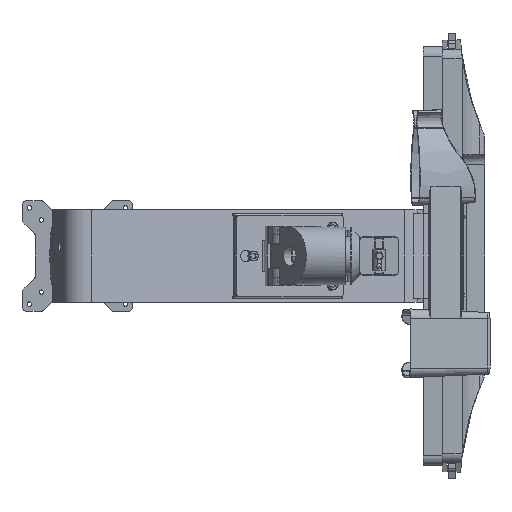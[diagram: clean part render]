
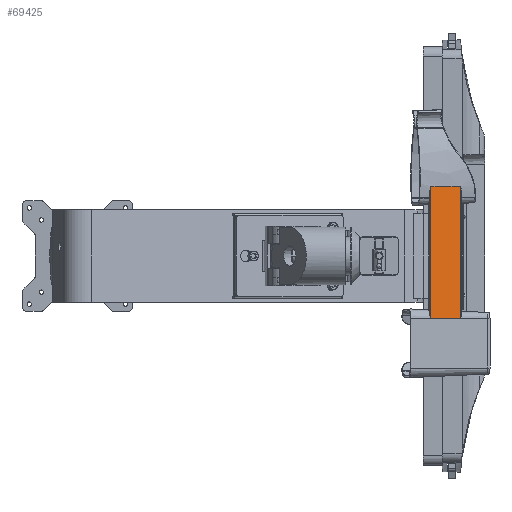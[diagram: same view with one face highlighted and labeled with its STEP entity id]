
A CAD part, left-side view. The second image highlights one B-rep face of the part: STEP entity #69425.
In plain terms, the highlighted face is planar.
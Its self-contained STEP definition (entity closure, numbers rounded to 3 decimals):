
#61649 = CONICAL_SURFACE('',#61650,10.,0.044);
#61650 = AXIS2_PLACEMENT_3D('',#61651,#61652,#61653);
#61651 = CARTESIAN_POINT('',(-135.968,46.287,-64.9));
#61652 = DIRECTION('',(-0.191,0.982,0.));
#61653 = DIRECTION('',(0.,0.,-1.));
#61784 = VERTEX_POINT('',#61785);
#61785 = CARTESIAN_POINT('',(-133.252,-7.654,
    -64.823));
#61877 = CYLINDRICAL_SURFACE('',#61878,1.);
#61878 = AXIS2_PLACEMENT_3D('',#61879,#61880,#61881);
#61879 = CARTESIAN_POINT('',(-132.28,-7.42,80.));
#61880 = DIRECTION('',(0.,0.,-1.));
#61881 = DIRECTION('',(-1.,0.,0.));
#61955 = EDGE_CURVE('',#61956,#61784,#61958,.T.);
#61956 = VERTEX_POINT('',#61957);
#61957 = CARTESIAN_POINT('',(-140.742,23.446,
    -64.818));
#61958 = SURFACE_CURVE('',#61959,(#61964,#61970),.PCURVE_S1.);
#61959 = B_SPLINE_CURVE_WITH_KNOTS('',3,(#61960,#61961,#61962,#61963),
  .UNSPECIFIED.,.F.,.F.,(4,4),(0.,0.032),
  .PIECEWISE_BEZIER_KNOTS.);
#61960 = CARTESIAN_POINT('',(-140.742,23.446,
    -64.818));
#61961 = CARTESIAN_POINT('',(-138.246,13.079,
    -64.819));
#61962 = CARTESIAN_POINT('',(-135.749,2.713,
    -64.821));
#61963 = CARTESIAN_POINT('',(-133.252,-7.654,
    -64.823));
#61964 = PCURVE('',#61649,#61965);
#61965 = DEFINITIONAL_REPRESENTATION('',(#61966),#61969);
#61966 = B_SPLINE_CURVE_WITH_KNOTS('',1,(#61967,#61968),.UNSPECIFIED.,
  .F.,.F.,(2,2),(0.,0.032),
  .PIECEWISE_BEZIER_KNOTS.);
#61967 = CARTESIAN_POINT('',(1.58,-21.511));
#61968 = CARTESIAN_POINT('',(1.581,-53.469));
#61969 = ( GEOMETRIC_REPRESENTATION_CONTEXT(2) 
PARAMETRIC_REPRESENTATION_CONTEXT() REPRESENTATION_CONTEXT('2D SPACE',''
  ) );
#61970 = PCURVE('',#61971,#61976);
#61971 = PLANE('',#61972);
#61972 = AXIS2_PLACEMENT_3D('',#61973,#61974,#61975);
#61973 = CARTESIAN_POINT('',(-140.742,23.446,80.));
#61974 = DIRECTION('',(0.972,0.234,0.));
#61975 = DIRECTION('',(-0.234,0.972,0.));
#61976 = DEFINITIONAL_REPRESENTATION('',(#61977),#61982);
#61977 = B_SPLINE_CURVE_WITH_KNOTS('',3,(#61978,#61979,#61980,#61981),
  .UNSPECIFIED.,.F.,.F.,(4,4),(0.,0.032),
  .PIECEWISE_BEZIER_KNOTS.);
#61978 = CARTESIAN_POINT('',(0.,-144.818));
#61979 = CARTESIAN_POINT('',(-10.663,-144.819));
#61980 = CARTESIAN_POINT('',(-21.326,-144.821));
#61981 = CARTESIAN_POINT('',(-31.989,-144.823));
#61982 = ( GEOMETRIC_REPRESENTATION_CONTEXT(2) 
PARAMETRIC_REPRESENTATION_CONTEXT() REPRESENTATION_CONTEXT('2D SPACE',''
  ) );
#62076 = CYLINDRICAL_SURFACE('',#62077,1.);
#62077 = AXIS2_PLACEMENT_3D('',#62078,#62079,#62080);
#62078 = CARTESIAN_POINT('',(-139.77,23.68,80.));
#62079 = DIRECTION('',(0.,0.,-1.));
#62080 = DIRECTION('',(-1.,0.,0.));
#65089 = CONICAL_SURFACE('',#65090,102.6,0.044);
#65090 = AXIS2_PLACEMENT_3D('',#65091,#65092,#65093);
#65091 = CARTESIAN_POINT('',(-43.102,54.152,81.34));
#65092 = DIRECTION('',(-0.191,0.982,0.));
#65093 = DIRECTION('',(0.,0.,-1.));
#69283 = EDGE_CURVE('',#69284,#61956,#69286,.T.);
#69284 = VERTEX_POINT('',#69285);
#69285 = CARTESIAN_POINT('',(-140.742,23.446,
    72.397));
#69286 = SURFACE_CURVE('',#69287,(#69291,#69298),.PCURVE_S1.);
#69287 = LINE('',#69288,#69289);
#69288 = CARTESIAN_POINT('',(-140.742,23.446,80.));
#69289 = VECTOR('',#69290,1.);
#69290 = DIRECTION('',(0.,0.,-1.));
#69291 = PCURVE('',#62076,#69292);
#69292 = DEFINITIONAL_REPRESENTATION('',(#69293),#69297);
#69293 = LINE('',#69294,#69295);
#69294 = CARTESIAN_POINT('',(-0.236,0.));
#69295 = VECTOR('',#69296,1.);
#69296 = DIRECTION('',(0.,1.));
#69297 = ( GEOMETRIC_REPRESENTATION_CONTEXT(2) 
PARAMETRIC_REPRESENTATION_CONTEXT() REPRESENTATION_CONTEXT('2D SPACE',''
  ) );
#69298 = PCURVE('',#61971,#69299);
#69299 = DEFINITIONAL_REPRESENTATION('',(#69300),#69304);
#69300 = LINE('',#69301,#69302);
#69301 = CARTESIAN_POINT('',(0.,0.));
#69302 = VECTOR('',#69303,1.);
#69303 = DIRECTION('',(0.,-1.));
#69304 = ( GEOMETRIC_REPRESENTATION_CONTEXT(2) 
PARAMETRIC_REPRESENTATION_CONTEXT() REPRESENTATION_CONTEXT('2D SPACE',''
  ) );
#69425 = ADVANCED_FACE('',(#69426),#61971,.F.);
#69426 = FACE_BOUND('',#69427,.T.);
#69427 = EDGE_LOOP('',(#69428,#69429,#69430,#69453));
#69428 = ORIENTED_EDGE('',*,*,#69283,.T.);
#69429 = ORIENTED_EDGE('',*,*,#61955,.T.);
#69430 = ORIENTED_EDGE('',*,*,#69431,.F.);
#69431 = EDGE_CURVE('',#69432,#61784,#69434,.T.);
#69432 = VERTEX_POINT('',#69433);
#69433 = CARTESIAN_POINT('',(-133.252,-7.654,
    72.203));
#69434 = SURFACE_CURVE('',#69435,(#69439,#69446),.PCURVE_S1.);
#69435 = LINE('',#69436,#69437);
#69436 = CARTESIAN_POINT('',(-133.252,-7.654,80.));
#69437 = VECTOR('',#69438,1.);
#69438 = DIRECTION('',(0.,0.,-1.));
#69439 = PCURVE('',#61971,#69440);
#69440 = DEFINITIONAL_REPRESENTATION('',(#69441),#69445);
#69441 = LINE('',#69442,#69443);
#69442 = CARTESIAN_POINT('',(-31.989,0.));
#69443 = VECTOR('',#69444,1.);
#69444 = DIRECTION('',(0.,-1.));
#69445 = ( GEOMETRIC_REPRESENTATION_CONTEXT(2) 
PARAMETRIC_REPRESENTATION_CONTEXT() REPRESENTATION_CONTEXT('2D SPACE',''
  ) );
#69446 = PCURVE('',#61877,#69447);
#69447 = DEFINITIONAL_REPRESENTATION('',(#69448),#69452);
#69448 = LINE('',#69449,#69450);
#69449 = CARTESIAN_POINT('',(6.047,0.));
#69450 = VECTOR('',#69451,1.);
#69451 = DIRECTION('',(0.,1.));
#69452 = ( GEOMETRIC_REPRESENTATION_CONTEXT(2) 
PARAMETRIC_REPRESENTATION_CONTEXT() REPRESENTATION_CONTEXT('2D SPACE',''
  ) );
#69453 = ORIENTED_EDGE('',*,*,#69454,.T.);
#69454 = EDGE_CURVE('',#69432,#69284,#69455,.T.);
#69455 = SURFACE_CURVE('',#69456,(#69461,#69468),.PCURVE_S1.);
#69456 = ELLIPSE('',#69457,1432.412,11.371);
#69457 = AXIS2_PLACEMENT_3D('',#69458,#69459,#69460);
#69458 = CARTESIAN_POINT('',(66.42,-836.733,81.34));
#69459 = DIRECTION('',(0.972,0.234,0.));
#69460 = DIRECTION('',(-0.234,0.972,0.));
#69461 = PCURVE('',#61971,#69462);
#69462 = DEFINITIONAL_REPRESENTATION('',(#69463),#69467);
#69463 = ELLIPSE('',#69464,1432.412,11.371);
#69464 = AXIS2_PLACEMENT_2D('',#69465,#69466);
#69465 = CARTESIAN_POINT('',(-884.773,1.34));
#69466 = DIRECTION('',(1.,0.));
#69467 = ( GEOMETRIC_REPRESENTATION_CONTEXT(2) 
PARAMETRIC_REPRESENTATION_CONTEXT() REPRESENTATION_CONTEXT('2D SPACE',''
  ) );
#69468 = PCURVE('',#65089,#69469);
#69469 = DEFINITIONAL_REPRESENTATION('',(#69470),#69496);
#69470 = B_SPLINE_CURVE_WITH_KNOTS('',3,(#69471,#69472,#69473,#69474,
    #69475,#69476,#69477,#69478,#69479,#69480,#69481,#69482,#69483,
    #69484,#69485,#69486,#69487,#69488,#69489,#69490,#69491,#69492,
    #69493,#69494,#69495),.UNSPECIFIED.,.F.,.F.,(4,1,1,1,1,1,1,1,1,1,1,1
    ,1,1,1,1,1,1,1,1,1,1,4),(5.35,5.351,5.353
    ,5.354,5.355,5.356,5.358,
    5.359,5.36,5.362,5.363,
    5.364,5.365,5.367,5.368,
    5.369,5.371,5.372,5.373,
    5.374,5.376,5.377,5.378),
  .QUASI_UNIFORM_KNOTS.);
#69471 = CARTESIAN_POINT('',(1.48,-43.469));
#69472 = CARTESIAN_POINT('',(1.48,-42.979));
#69473 = CARTESIAN_POINT('',(1.48,-42.001));
#69474 = CARTESIAN_POINT('',(1.48,-40.535));
#69475 = CARTESIAN_POINT('',(1.48,-39.07));
#69476 = CARTESIAN_POINT('',(1.481,-37.607));
#69477 = CARTESIAN_POINT('',(1.481,-36.145));
#69478 = CARTESIAN_POINT('',(1.481,-34.685));
#69479 = CARTESIAN_POINT('',(1.481,-33.226));
#69480 = CARTESIAN_POINT('',(1.481,-31.768));
#69481 = CARTESIAN_POINT('',(1.481,-30.312));
#69482 = CARTESIAN_POINT('',(1.481,-28.857));
#69483 = CARTESIAN_POINT('',(1.482,-27.404));
#69484 = CARTESIAN_POINT('',(1.482,-25.952));
#69485 = CARTESIAN_POINT('',(1.482,-24.501));
#69486 = CARTESIAN_POINT('',(1.482,-23.052));
#69487 = CARTESIAN_POINT('',(1.482,-21.605));
#69488 = CARTESIAN_POINT('',(1.482,-20.158));
#69489 = CARTESIAN_POINT('',(1.482,-18.713));
#69490 = CARTESIAN_POINT('',(1.483,-17.27));
#69491 = CARTESIAN_POINT('',(1.483,-15.828));
#69492 = CARTESIAN_POINT('',(1.483,-14.388));
#69493 = CARTESIAN_POINT('',(1.483,-12.948));
#69494 = CARTESIAN_POINT('',(1.483,-11.99));
#69495 = CARTESIAN_POINT('',(1.483,-11.511));
#69496 = ( GEOMETRIC_REPRESENTATION_CONTEXT(2) 
PARAMETRIC_REPRESENTATION_CONTEXT() REPRESENTATION_CONTEXT('2D SPACE',''
  ) );
